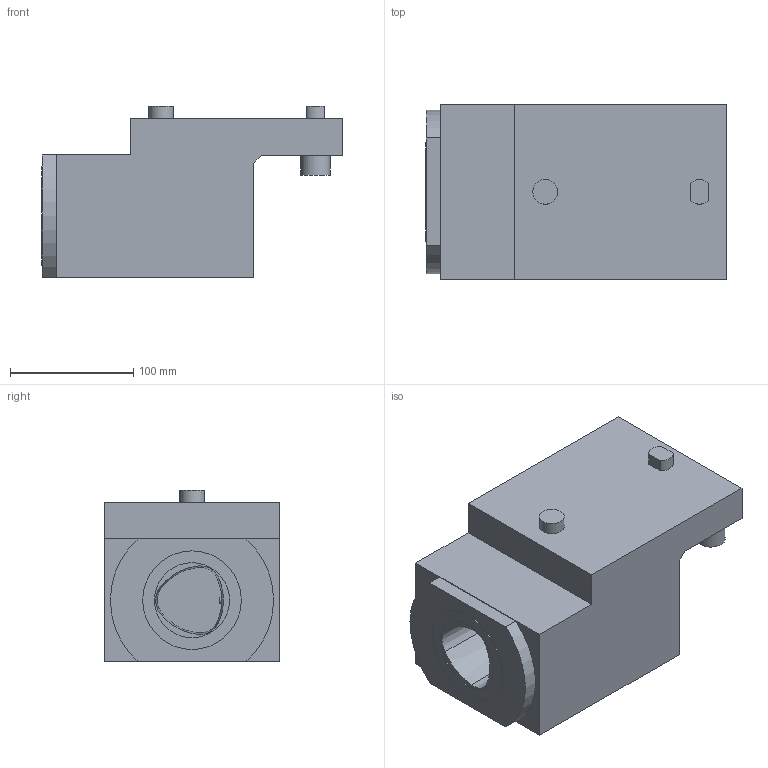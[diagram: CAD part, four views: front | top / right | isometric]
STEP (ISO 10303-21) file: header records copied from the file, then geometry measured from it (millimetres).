
FILE_DESCRIPTION(/* description */ (''),/* implementation_level */ '2;1');
FILE_NAME(/* name */ '1533536290679.stp',/* time_stamp */ '2018-08-06T11:48:22+05:00',/* author */ (''),/* organization */ ('SMS'),/* preprocessor_version */ 'ST-DEVELOPER v15',/* originating_system */ 'SIEMENS PLM Software NX 8.5',/* authorisation */ '');
FILE_SCHEMA (('AUTOMOTIVE_DESIGN { 1 0 10303 214 3 1 1 1 }'));
Length unit declared in the file: millimetre
Products named in the file (1): 201692402mod000_00
Bounding box: 244 x 142 x 139.25 mm (x, y, z)
Volume: 3046112.8 mm3; surface area: 160724.8 mm2
Topology: 1 solids, 1 shells, 40 faces, 89 edges, 63 vertices
Faces by surface type: plane 24, cylinder 10, cone 6
Full cylindrical faces by diameter (mm): 5 x1, 20 x1, 24 x2, 60.8 x1, 80.015 x1
Entity records: 1196 total; most frequent: CARTESIAN_POINT 243, DIRECTION 199, ORIENTED_EDGE 162, EDGE_CURVE 81, AXIS2_PLACEMENT_3D 75, VERTEX_POINT 58, EDGE_LOOP 55, LINE 49
